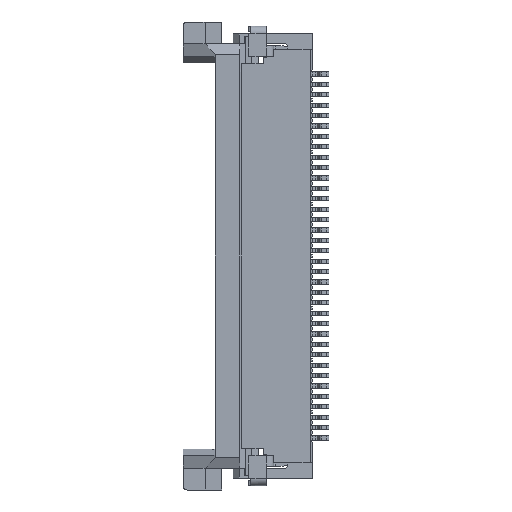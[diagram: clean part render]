
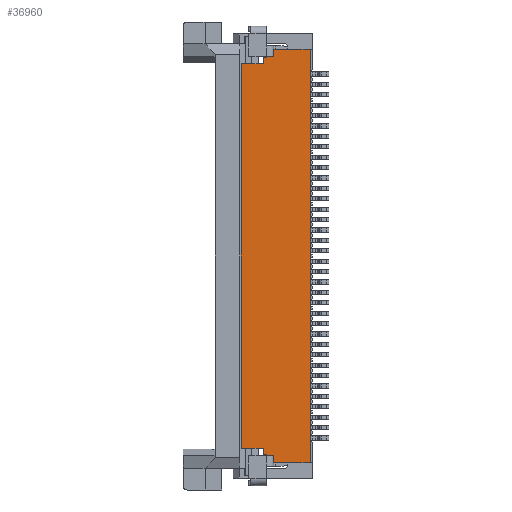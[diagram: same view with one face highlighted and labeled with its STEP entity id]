
A CAD part, left-side view. The second image highlights one B-rep face of the part: STEP entity #36960.
In plain terms, the highlighted face is planar.
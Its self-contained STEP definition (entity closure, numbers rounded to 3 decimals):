
#23780=CARTESIAN_POINT('',(0.5,34.15,-1.93));
#23790=VERTEX_POINT('',#23780);
#23820=CARTESIAN_POINT('',(0.5,34.25,-1.93));
#23830=DIRECTION('',(0.,1.,0.));
#23840=VECTOR('',#23830,1.);
#23850=LINE('',#23820,#23840);
#23860=CARTESIAN_POINT('',(0.5,32.4,-1.93));
#23870=VERTEX_POINT('',#23860);
#23880=EDGE_CURVE('',#23870,#23790,#23850,.T.);
#35700=CARTESIAN_POINT('',(0.5,34.25,-22.055));
#35710=DIRECTION('',(-1.,0.,0.));
#35720=DIRECTION('',(0.,0.,1.));
#35730=AXIS2_PLACEMENT_3D('',#35700,#35710,#35720);
#35740=PLANE('',#35730);
#35750=CARTESIAN_POINT('',(0.5,34.25,-21.83));
#35760=DIRECTION('',(0.,1.,0.));
#35770=VECTOR('',#35760,1.);
#35780=LINE('',#35750,#35770);
#35790=CARTESIAN_POINT('',(0.5,32.4,-21.83));
#35800=VERTEX_POINT('',#35790);
#35810=CARTESIAN_POINT('',(0.5,34.15,-21.83));
#35820=VERTEX_POINT('',#35810);
#35830=EDGE_CURVE('',#35800,#35820,#35780,.T.);
#35840=ORIENTED_EDGE('',*,*,#35830,.T.);
#35850=CARTESIAN_POINT('',(0.5,32.4,-22.555));
#35860=DIRECTION('',(0.,0.,-1.));
#35870=VECTOR('',#35860,1.);
#35880=LINE('',#35850,#35870);
#35890=CARTESIAN_POINT('',(0.5,32.4,-21.48));
#35900=VERTEX_POINT('',#35890);
#35910=EDGE_CURVE('',#35900,#35800,#35880,.T.);
#35920=ORIENTED_EDGE('',*,*,#35910,.T.);
#35930=CARTESIAN_POINT('',(0.5,34.25,-21.48));
#35940=DIRECTION('',(0.,1.,0.));
#35950=VECTOR('',#35940,1.);
#35960=LINE('',#35930,#35950);
#35970=CARTESIAN_POINT('',(0.5,32.337,-21.48));
#35980=VERTEX_POINT('',#35970);
#35990=EDGE_CURVE('',#35980,#35900,#35960,.T.);
#36000=ORIENTED_EDGE('',*,*,#35990,.T.);
#36010=CARTESIAN_POINT('',(0.5,31.3,-21.48));
#36020=DIRECTION('',(0.,1.,0.));
#36030=VECTOR('',#36020,1.);
#36040=LINE('',#36010,#36030);
#36050=CARTESIAN_POINT('',(0.5,32.15,-21.48));
#36060=VERTEX_POINT('',#36050);
#36070=EDGE_CURVE('',#36060,#35980,#36040,.T.);
#36080=ORIENTED_EDGE('',*,*,#36070,.T.);
#36090=CARTESIAN_POINT('',(0.5,34.25,-22.32));
#36100=DIRECTION('',(0.,0.928,
-0.371));
#36110=VECTOR('',#36100,1.);
#36120=LINE('',#36090,#36110);
#36130=CARTESIAN_POINT('',(0.5,31.9,-21.38));
#36140=VERTEX_POINT('',#36130);
#36150=EDGE_CURVE('',#36140,#36060,#36120,.T.);
#36160=ORIENTED_EDGE('',*,*,#36150,.T.);
#36170=CARTESIAN_POINT('',(0.5,31.9,-22.555));
#36180=DIRECTION('',(0.,0.,-1.));
#36190=VECTOR('',#36180,1.);
#36200=LINE('',#36170,#36190);
#36210=CARTESIAN_POINT('',(0.5,31.9,-21.13));
#36220=VERTEX_POINT('',#36210);
#36230=EDGE_CURVE('',#36220,#36140,#36200,.T.);
#36240=ORIENTED_EDGE('',*,*,#36230,.T.);
#36250=CARTESIAN_POINT('',(0.5,34.25,-21.13));
#36260=DIRECTION('',(0.,-1.,0.));
#36270=VECTOR('',#36260,1.);
#36280=LINE('',#36250,#36270);
#36290=CARTESIAN_POINT('',(0.5,30.85,-21.13));
#36300=VERTEX_POINT('',#36290);
#36310=EDGE_CURVE('',#36220,#36300,#36280,.T.);
#36320=ORIENTED_EDGE('',*,*,#36310,.F.);
#36330=CARTESIAN_POINT('',(0.5,30.85,-19.74));
#36340=DIRECTION('',(0.,0.,-1.));
#36350=VECTOR('',#36340,1.);
#36360=LINE('',#36330,#36350);
#36370=CARTESIAN_POINT('',(0.5,30.85,-2.63));
#36380=VERTEX_POINT('',#36370);
#36390=EDGE_CURVE('',#36380,#36300,#36360,.T.);
#36400=ORIENTED_EDGE('',*,*,#36390,.T.);
#36410=CARTESIAN_POINT('',(0.5,34.25,-2.63));
#36420=DIRECTION('',(0.,-1.,0.));
#36430=VECTOR('',#36420,1.);
#36440=LINE('',#36410,#36430);
#36450=CARTESIAN_POINT('',(0.5,31.9,-2.63));
#36460=VERTEX_POINT('',#36450);
#36470=EDGE_CURVE('',#36460,#36380,#36440,.T.);
#36480=ORIENTED_EDGE('',*,*,#36470,.T.);
#36490=CARTESIAN_POINT('',(0.5,31.9,-1.205));
#36500=DIRECTION('',(0.,0.,1.));
#36510=VECTOR('',#36500,1.);
#36520=LINE('',#36490,#36510);
#36530=CARTESIAN_POINT('',(0.5,31.9,-2.38));
#36540=VERTEX_POINT('',#36530);
#36550=EDGE_CURVE('',#36460,#36540,#36520,.T.);
#36560=ORIENTED_EDGE('',*,*,#36550,.F.);
#36570=CARTESIAN_POINT('',(0.5,34.25,-1.44));
#36580=DIRECTION('',(0.,0.928,
0.371));
#36590=VECTOR('',#36580,1.);
#36600=LINE('',#36570,#36590);
#36610=CARTESIAN_POINT('',(0.5,32.15,-2.28));
#36620=VERTEX_POINT('',#36610);
#36630=EDGE_CURVE('',#36540,#36620,#36600,.T.);
#36640=ORIENTED_EDGE('',*,*,#36630,.F.);
#36650=CARTESIAN_POINT('',(0.5,31.3,-2.28));
#36660=DIRECTION('',(0.,1.,0.));
#36670=VECTOR('',#36660,1.);
#36680=LINE('',#36650,#36670);
#36690=CARTESIAN_POINT('',(0.5,32.337,-2.28));
#36700=VERTEX_POINT('',#36690);
#36710=EDGE_CURVE('',#36620,#36700,#36680,.T.);
#36720=ORIENTED_EDGE('',*,*,#36710,.F.);
#36730=CARTESIAN_POINT('',(0.5,34.25,-2.28));
#36740=DIRECTION('',(0.,1.,0.));
#36750=VECTOR('',#36740,1.);
#36760=LINE('',#36730,#36750);
#36770=CARTESIAN_POINT('',(0.5,32.4,-2.28));
#36780=VERTEX_POINT('',#36770);
#36790=EDGE_CURVE('',#36700,#36780,#36760,.T.);
#36800=ORIENTED_EDGE('',*,*,#36790,.F.);
#36810=CARTESIAN_POINT('',(0.5,32.4,-1.205));
#36820=DIRECTION('',(0.,0.,1.));
#36830=VECTOR('',#36820,1.);
#36840=LINE('',#36810,#36830);
#36850=EDGE_CURVE('',#36780,#23870,#36840,.T.);
#36860=ORIENTED_EDGE('',*,*,#36850,.F.);
#36870=ORIENTED_EDGE('',*,*,#23880,.F.);
#36880=CARTESIAN_POINT('',(0.5,34.15,-22.52));
#36890=DIRECTION('',(0.,0.,-1.));
#36900=VECTOR('',#36890,1.);
#36910=LINE('',#36880,#36900);
#36920=EDGE_CURVE('',#23790,#35820,#36910,.T.);
#36930=ORIENTED_EDGE('',*,*,#36920,.F.);
#36940=EDGE_LOOP('',(#36930,#36870,#36860,#36800,#36720,#36640,#36560,
#36480,#36400,#36320,#36240,#36160,#36080,#36000,#35920,#35840));
#36950=FACE_OUTER_BOUND('',#36940,.T.);
#36960=ADVANCED_FACE('',(#36950),#35740,.F.);
